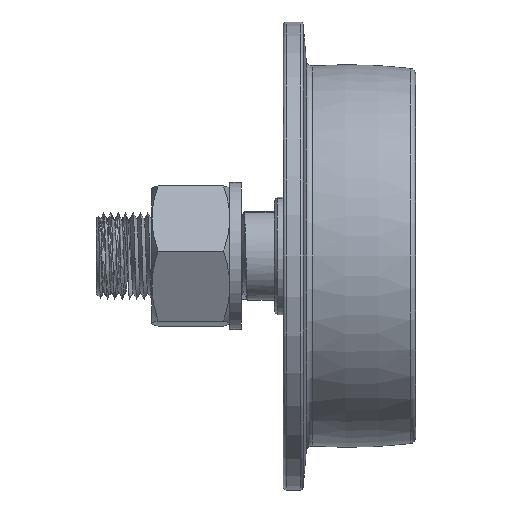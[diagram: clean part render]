
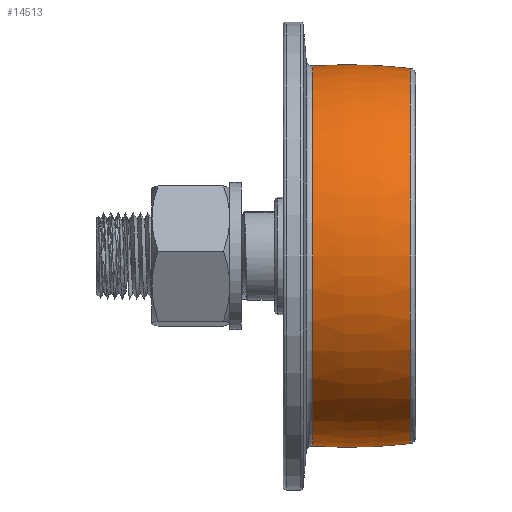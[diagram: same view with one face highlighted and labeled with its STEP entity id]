
A CAD part, front view. The second image highlights one B-rep face of the part: STEP entity #14513.
In plain terms, the highlighted toroidal (fillet/blend) face has major radius 110 mm and minor radius 175 mm.
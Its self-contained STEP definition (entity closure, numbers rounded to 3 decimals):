
#117 = VERTEX_POINT ( 'NONE', #6087 ) ;
#467 = DIRECTION ( 'NONE',  ( 0., -1., 0. ) ) ;
#1599 = EDGE_CURVE ( 'NONE', #5621, #117, #16769, .T. ) ;
#2138 = CARTESIAN_POINT ( 'NONE',  ( 181.905, 67.518, -110. ) ) ;
#2586 = EDGE_CURVE ( 'NONE', #19225, #117, #5199, .T. ) ;
#2747 = CIRCLE ( 'NONE', #14663, 63.718 ) ;
#2997 = CARTESIAN_POINT ( 'NONE',  ( 203.047, 67.518, 0. ) ) ;
#3180 = ORIENTED_EDGE ( 'NONE', *, *, #19405, .T. ) ;
#3374 = AXIS2_PLACEMENT_3D ( 'NONE', #16503, #11988, #4441 ) ;
#4080 = ORIENTED_EDGE ( 'NONE', *, *, #1599, .F. ) ;
#4345 = CARTESIAN_POINT ( 'NONE',  ( 169.813, 67.518, -64.582 ) ) ;
#4378 = DIRECTION ( 'NONE',  ( 0., 0., 1. ) ) ;
#4441 = DIRECTION ( 'NONE',  ( 0., 0., 1. ) ) ;
#4538 = ORIENTED_EDGE ( 'NONE', *, *, #2586, .T. ) ;
#4990 = TOROIDAL_SURFACE ( 'NONE', #12174, -110., 175. ) ;
#5199 = CIRCLE ( 'NONE', #15230, 175. ) ;
#5220 = VERTEX_POINT ( 'NONE', #7956 ) ;
#5551 = DIRECTION ( 'NONE',  ( -1., 0., 0. ) ) ;
#5621 = VERTEX_POINT ( 'NONE', #4345 ) ;
#5875 = CIRCLE ( 'NONE', #3374, 175. ) ;
#5936 = FACE_OUTER_BOUND ( 'NONE', #9084, .T. ) ;
#6087 = CARTESIAN_POINT ( 'NONE',  ( 169.813, 67.518, 64.582 ) ) ;
#7121 = CARTESIAN_POINT ( 'NONE',  ( 203.047, 67.518, 63.718 ) ) ;
#7956 = CARTESIAN_POINT ( 'NONE',  ( 203.047, 67.518, -63.718 ) ) ;
#8615 = ORIENTED_EDGE ( 'NONE', *, *, #11344, .F. ) ;
#9084 = EDGE_LOOP ( 'NONE', ( #8615, #3180, #4538, #4080 ) ) ;
#9867 = DIRECTION ( 'NONE',  ( 0., 0., 1. ) ) ;
#11344 = EDGE_CURVE ( 'NONE', #5220, #5621, #5875, .T. ) ;
#11636 = DIRECTION ( 'NONE',  ( -1., 0., 0. ) ) ;
#11988 = DIRECTION ( 'NONE',  ( 0., 1., 0. ) ) ;
#12174 = AXIS2_PLACEMENT_3D ( 'NONE', #13589, #13296, #19280 ) ;
#13009 = CARTESIAN_POINT ( 'NONE',  ( 169.813, 67.518, 0. ) ) ;
#13296 = DIRECTION ( 'NONE',  ( -1., 0., 0. ) ) ;
#13589 = CARTESIAN_POINT ( 'NONE',  ( 181.905, 67.518, 0. ) ) ;
#14513 = ADVANCED_FACE ( 'NONE', ( #5936 ), #4990, .T. ) ;
#14663 = AXIS2_PLACEMENT_3D ( 'NONE', #2997, #11636, #4378 ) ;
#15230 = AXIS2_PLACEMENT_3D ( 'NONE', #2138, #467, #15492 ) ;
#15492 = DIRECTION ( 'NONE',  ( 0., 0., -1. ) ) ;
#15828 = AXIS2_PLACEMENT_3D ( 'NONE', #13009, #5551, #9867 ) ;
#16503 = CARTESIAN_POINT ( 'NONE',  ( 181.905, 67.518, 110. ) ) ;
#16769 = CIRCLE ( 'NONE', #15828, 64.582 ) ;
#19225 = VERTEX_POINT ( 'NONE', #7121 ) ;
#19280 = DIRECTION ( 'NONE',  ( 0., 0., 1. ) ) ;
#19405 = EDGE_CURVE ( 'NONE', #5220, #19225, #2747, .T. ) ;
